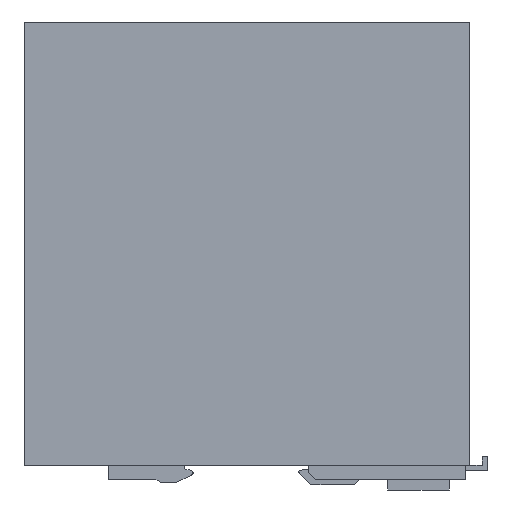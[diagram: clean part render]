
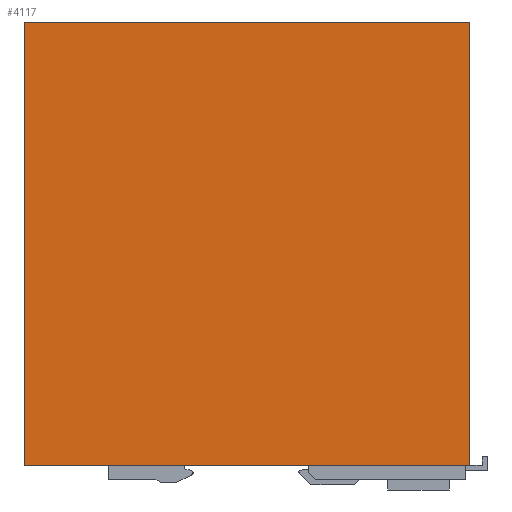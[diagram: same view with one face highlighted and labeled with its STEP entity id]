
A CAD part, left-side view. The second image highlights one B-rep face of the part: STEP entity #4117.
In plain terms, the highlighted planar face has unit normal (-1, 0, 0).
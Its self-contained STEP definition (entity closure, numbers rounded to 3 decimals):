
#365 = LINE ( 'NONE', #9266, #6945 ) ;
#1606 = EDGE_CURVE ( 'NONE', #18717, #11663, #13794, .T. ) ;
#2077 = DIRECTION ( 'NONE',  ( 0., 0., -1. ) ) ;
#2215 = CARTESIAN_POINT ( 'NONE',  ( -20., 0., 0. ) ) ;
#2371 = VECTOR ( 'NONE', #5630, 1000. ) ;
#2931 = CARTESIAN_POINT ( 'NONE',  ( -20., -63.5, 0. ) ) ;
#3034 = LINE ( 'NONE', #2931, #5310 ) ;
#4117 = ADVANCED_FACE ( 'NONE', ( #22070 ), #4591, .F. ) ;
#4197 = CARTESIAN_POINT ( 'NONE',  ( -20., -63.5, 0. ) ) ;
#4503 = CARTESIAN_POINT ( 'NONE',  ( -20., 63.5, -126.5 ) ) ;
#4591 = PLANE ( 'NONE',  #12940 ) ;
#5310 = VECTOR ( 'NONE', #18705, 1000. ) ;
#5320 = DIRECTION ( 'NONE',  ( 0., -1., 0. ) ) ;
#5630 = DIRECTION ( 'NONE',  ( 0., 1., 0. ) ) ;
#5748 = ORIENTED_EDGE ( 'NONE', *, *, #1606, .T. ) ;
#6220 = EDGE_LOOP ( 'NONE', ( #5748, #12988, #8622, #13973 ) ) ;
#6945 = VECTOR ( 'NONE', #2077, 1000. ) ;
#8364 = DIRECTION ( 'NONE',  ( 1., 0., 0. ) ) ;
#8622 = ORIENTED_EDGE ( 'NONE', *, *, #20091, .T. ) ;
#9266 = CARTESIAN_POINT ( 'NONE',  ( -20., 63.5, 0. ) ) ;
#9536 = CARTESIAN_POINT ( 'NONE',  ( -20., 63.5, 0. ) ) ;
#10775 = LINE ( 'NONE', #2215, #2371 ) ;
#11663 = VERTEX_POINT ( 'NONE', #17959 ) ;
#12787 = EDGE_CURVE ( 'NONE', #17617, #18717, #365, .T. ) ;
#12940 = AXIS2_PLACEMENT_3D ( 'NONE', #15105, #8364, #18882 ) ;
#12988 = ORIENTED_EDGE ( 'NONE', *, *, #14595, .T. ) ;
#13794 = LINE ( 'NONE', #13905, #19145 ) ;
#13905 = CARTESIAN_POINT ( 'NONE',  ( -20., 0., -126.5 ) ) ;
#13973 = ORIENTED_EDGE ( 'NONE', *, *, #12787, .T. ) ;
#14595 = EDGE_CURVE ( 'NONE', #11663, #16065, #3034, .T. ) ;
#15105 = CARTESIAN_POINT ( 'NONE',  ( -20., 0., 0. ) ) ;
#16065 = VERTEX_POINT ( 'NONE', #4197 ) ;
#17617 = VERTEX_POINT ( 'NONE', #9536 ) ;
#17959 = CARTESIAN_POINT ( 'NONE',  ( -20., -63.5, -126.5 ) ) ;
#18705 = DIRECTION ( 'NONE',  ( 0., 0., 1. ) ) ;
#18717 = VERTEX_POINT ( 'NONE', #4503 ) ;
#18882 = DIRECTION ( 'NONE',  ( 0., 0., -1. ) ) ;
#19145 = VECTOR ( 'NONE', #5320, 1000. ) ;
#20091 = EDGE_CURVE ( 'NONE', #16065, #17617, #10775, .T. ) ;
#22070 = FACE_OUTER_BOUND ( 'NONE', #6220, .T. ) ;
